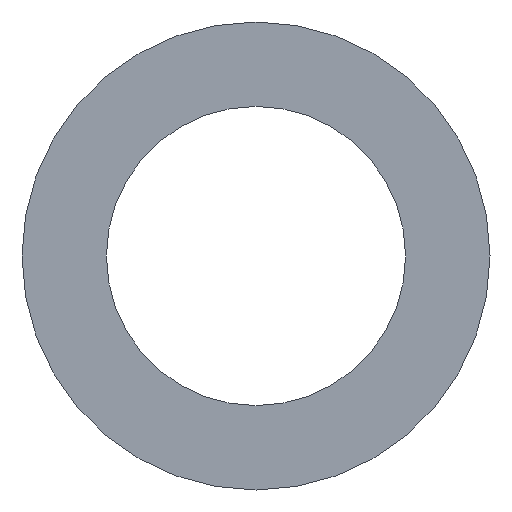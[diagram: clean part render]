
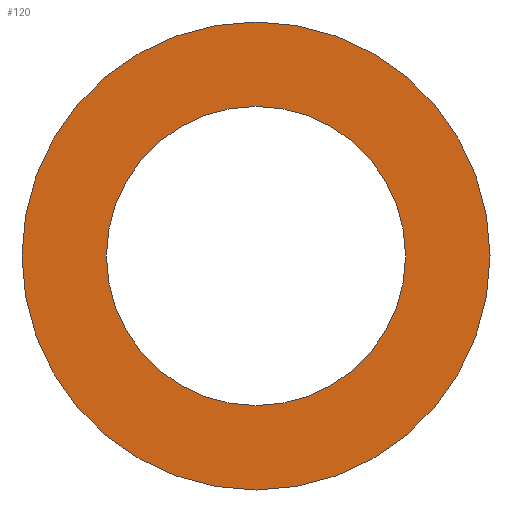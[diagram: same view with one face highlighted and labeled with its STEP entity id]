
A CAD part, left-side view. The second image highlights one B-rep face of the part: STEP entity #120.
In plain terms, the highlighted planar face has unit normal (-1, 0, 0).
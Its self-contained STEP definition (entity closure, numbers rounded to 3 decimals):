
#78 = EDGE_CURVE( '', #132, #100, #191, .T. );
#100 = VERTEX_POINT( '', #217 );
#120 = ADVANCED_FACE( '', ( #240, #241 ), #242, .T. );
#122 = EDGE_CURVE( '', #166, #128, #244, .T. );
#128 = VERTEX_POINT( '', #250 );
#130 = EDGE_CURVE( '', #100, #132, #252, .T. );
#132 = VERTEX_POINT( '', #254 );
#152 = EDGE_CURVE( '', #128, #166, #276, .T. );
#166 = VERTEX_POINT( '', #292 );
#191 = CIRCLE( '', #309, 160. );
#217 = CARTESIAN_POINT( '', ( -130., 160., 0. ) );
#240 = FACE_BOUND( '', #372, .T. );
#241 = FACE_OUTER_BOUND( '', #373, .T. );
#242 = PLANE( '', #374 );
#244 = CIRCLE( '', #377, 102.3 );
#250 = CARTESIAN_POINT( '', ( -130., -102.3, 0. ) );
#252 = CIRCLE( '', #385, 160. );
#254 = CARTESIAN_POINT( '', ( -130., -160., 0. ) );
#276 = CIRCLE( '', #417, 102.3 );
#292 = CARTESIAN_POINT( '', ( -130., 102.3, 0. ) );
#309 = AXIS2_PLACEMENT_3D( '', #450, #451, #452 );
#372 = EDGE_LOOP( '', ( #524, #525 ) );
#373 = EDGE_LOOP( '', ( #526, #527 ) );
#374 = AXIS2_PLACEMENT_3D( '', #528, #529, #530 );
#377 = AXIS2_PLACEMENT_3D( '', #531, #532, #533 );
#385 = AXIS2_PLACEMENT_3D( '', #535, #536, #537 );
#417 = AXIS2_PLACEMENT_3D( '', #552, #553, #554 );
#450 = CARTESIAN_POINT( '', ( -130., 0., 0. ) );
#451 = DIRECTION( '', ( -1., 0., 0. ) );
#452 = DIRECTION( '', ( 0., 1., 0. ) );
#524 = ORIENTED_EDGE( '', *, *, #122, .F. );
#525 = ORIENTED_EDGE( '', *, *, #152, .F. );
#526 = ORIENTED_EDGE( '', *, *, #130, .T. );
#527 = ORIENTED_EDGE( '', *, *, #78, .T. );
#528 = CARTESIAN_POINT( '', ( -130., 131.15, 0. ) );
#529 = DIRECTION( '', ( -1., 0., 0. ) );
#530 = DIRECTION( '', ( 0., 1., 0. ) );
#531 = CARTESIAN_POINT( '', ( -130., 0., 0. ) );
#532 = DIRECTION( '', ( -1., 0., 0. ) );
#533 = DIRECTION( '', ( 0., 1., 0. ) );
#535 = CARTESIAN_POINT( '', ( -130., 0., 0. ) );
#536 = DIRECTION( '', ( -1., 0., 0. ) );
#537 = DIRECTION( '', ( 0., 1., 0. ) );
#552 = CARTESIAN_POINT( '', ( -130., 0., 0. ) );
#553 = DIRECTION( '', ( -1., 0., 0. ) );
#554 = DIRECTION( '', ( 0., 1., 0. ) );
